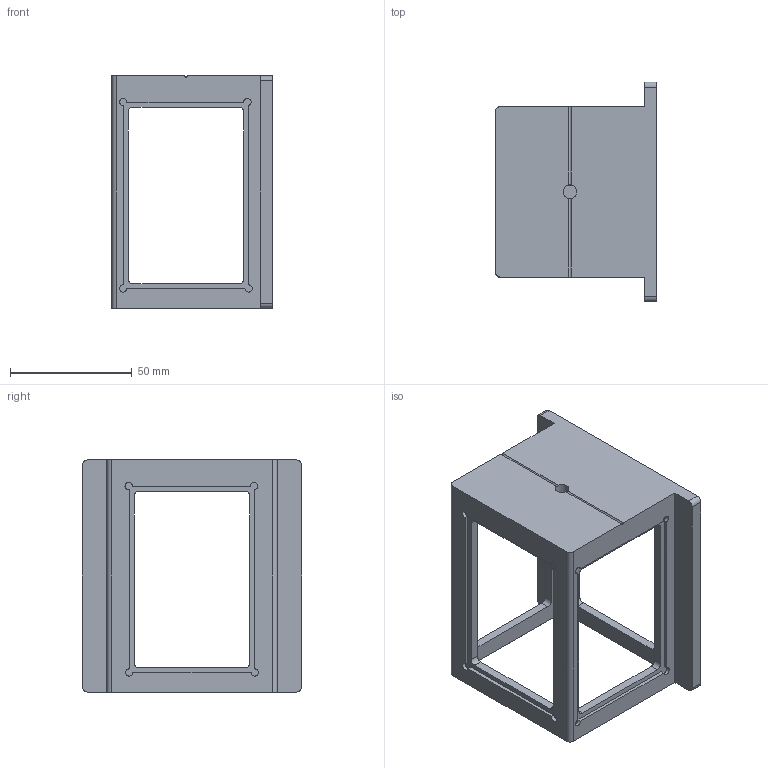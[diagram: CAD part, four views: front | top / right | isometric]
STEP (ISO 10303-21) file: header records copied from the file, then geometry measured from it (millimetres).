
FILE_DESCRIPTION(/* description */ (''),/* implementation_level */ '2;1');
FILE_NAME(/* name */ 'cuvette-w70mm-slide50x75mm-v2.stp',/* time_stamp */ '2025-12-10T14:29:13+01:00',/* author */ ('nvladi'),/* organization */ (''),/* preprocessor_version */ 'ST-DEVELOPER v19.2',/* originating_system */ 'Autodesk Inventor 2024',/* authorisation */ '');
FILE_SCHEMA (('AUTOMOTIVE_DESIGN { 1 0 10303 214 3 1 1 }'));
Length unit declared in the file: millimetre
Products named in the file (1): cuvette-w70mm-slide50x75mm-v1
Bounding box: 66 x 90 x 95.25 mm (x, y, z)
Volume: 99107.6 mm3; surface area: 35108.9 mm2
Topology: 1 solids, 1 shells, 114 faces, 315 edges, 203 vertices
Faces by surface type: cylinder 53, plane 52, cone 5, sphere 4
Full cylindrical faces by diameter (mm): 5.588 x1
Entity records: 3773 total; most frequent: CARTESIAN_POINT 738, DIRECTION 636, ORIENTED_EDGE 628, EDGE_CURVE 314, AXIS2_PLACEMENT_3D 217, VERTEX_POINT 203, LINE 202, VECTOR 202
